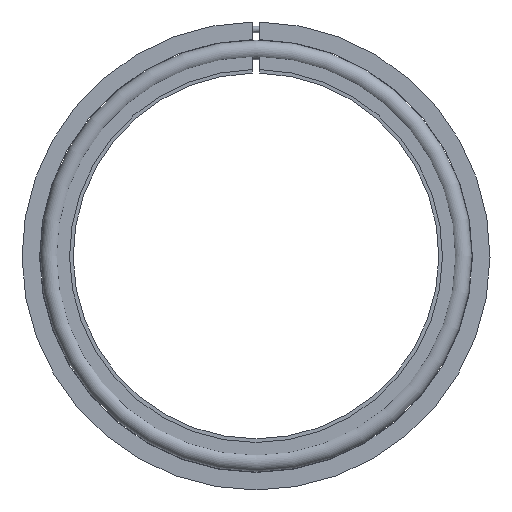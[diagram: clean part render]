
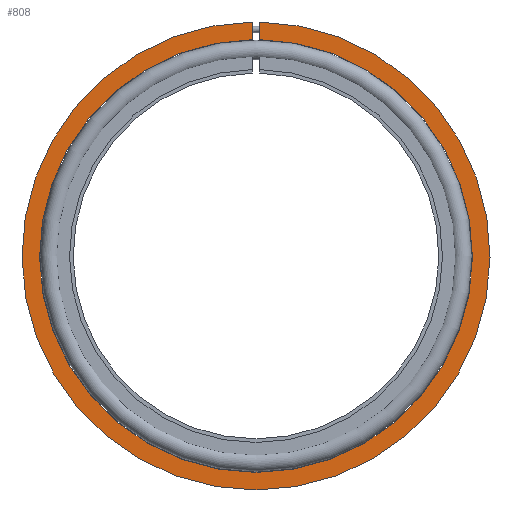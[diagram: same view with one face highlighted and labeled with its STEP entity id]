
A CAD part, left-side view. The second image highlights one B-rep face of the part: STEP entity #808.
In plain terms, the highlighted planar face has unit normal (-1, 0, 0).
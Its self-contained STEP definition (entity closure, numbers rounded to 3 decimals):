
#61 = ORIENTED_EDGE ( 'NONE', *, *, #503, .F. ) ;
#94 = EDGE_CURVE ( 'NONE', #782, #590, #941, .T. ) ;
#100 = EDGE_CURVE ( 'NONE', #403, #782, #488, .T. ) ;
#103 = CARTESIAN_POINT ( 'NONE',  ( -5.95, -1., 59.186 ) ) ;
#191 = CARTESIAN_POINT ( 'NONE',  ( -5.95, 0., 0. ) ) ;
#275 = CIRCLE ( 'NONE', #558, 59.194 ) ;
#285 = PLANE ( 'NONE',  #515 ) ;
#288 = DIRECTION ( 'NONE',  ( 0., 0., 1. ) ) ;
#293 = EDGE_LOOP ( 'NONE', ( #61, #848, #844, #483 ) ) ;
#358 = VECTOR ( 'NONE', #706, 1000. ) ;
#381 = FACE_OUTER_BOUND ( 'NONE', #293, .T. ) ;
#403 = VERTEX_POINT ( 'NONE', #103 ) ;
#433 = DIRECTION ( 'NONE',  ( 0., 0., 1. ) ) ;
#437 = DIRECTION ( 'NONE',  ( 0., 0., -1. ) ) ;
#483 = ORIENTED_EDGE ( 'NONE', *, *, #847, .T. ) ;
#486 = LINE ( 'NONE', #490, #358 ) ;
#488 = LINE ( 'NONE', #511, #888 ) ;
#490 = CARTESIAN_POINT ( 'NONE',  ( -5.95, 1., 0. ) ) ;
#503 = EDGE_CURVE ( 'NONE', #590, #769, #486, .T. ) ;
#505 = CARTESIAN_POINT ( 'NONE',  ( -5.95, 1., 63.992 ) ) ;
#506 = CARTESIAN_POINT ( 'NONE',  ( -5.95, 0., 0. ) ) ;
#511 = CARTESIAN_POINT ( 'NONE',  ( -5.95, -1., 0. ) ) ;
#515 = AXIS2_PLACEMENT_3D ( 'NONE', #571, #648, #288 ) ;
#558 = AXIS2_PLACEMENT_3D ( 'NONE', #191, #796, #891 ) ;
#571 = CARTESIAN_POINT ( 'NONE',  ( -5.95, 64., 0. ) ) ;
#590 = VERTEX_POINT ( 'NONE', #505 ) ;
#648 = DIRECTION ( 'NONE',  ( -1., 0., 0. ) ) ;
#689 = CARTESIAN_POINT ( 'NONE',  ( -5.95, -1., 63.992 ) ) ;
#706 = DIRECTION ( 'NONE',  ( 0., 0., -1. ) ) ;
#769 = VERTEX_POINT ( 'NONE', #827 ) ;
#776 = AXIS2_PLACEMENT_3D ( 'NONE', #506, #966, #437 ) ;
#782 = VERTEX_POINT ( 'NONE', #689 ) ;
#796 = DIRECTION ( 'NONE',  ( 1., 0., 0. ) ) ;
#808 = ADVANCED_FACE ( 'NONE', ( #381 ), #285, .T. ) ;
#827 = CARTESIAN_POINT ( 'NONE',  ( -5.95, 1., 59.186 ) ) ;
#844 = ORIENTED_EDGE ( 'NONE', *, *, #100, .F. ) ;
#847 = EDGE_CURVE ( 'NONE', #403, #769, #275, .T. ) ;
#848 = ORIENTED_EDGE ( 'NONE', *, *, #94, .F. ) ;
#888 = VECTOR ( 'NONE', #433, 1000. ) ;
#891 = DIRECTION ( 'NONE',  ( 0., 0., -1. ) ) ;
#941 = CIRCLE ( 'NONE', #776, 64. ) ;
#966 = DIRECTION ( 'NONE',  ( 1., 0., 0. ) ) ;
